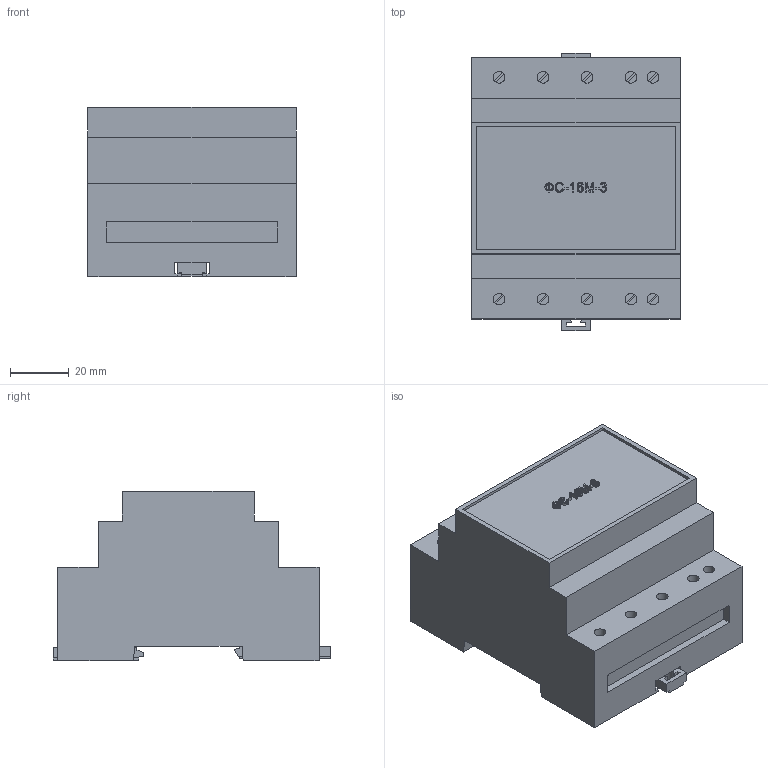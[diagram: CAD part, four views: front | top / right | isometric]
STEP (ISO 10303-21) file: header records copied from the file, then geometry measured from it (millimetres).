
FILE_DESCRIPTION(('STEP AP214'), '1');
FILE_NAME('ﾔﾑ-16ﾌ-3', '', ('UNSPECIFIED'), ('UNSPECIFIED'), 'ASCON STEP Converter 1.3', 'ASCON Math Kernel', '');
FILE_SCHEMA(('AUTOMOTIVE_DESIGN { 1 0 10303 214 3 1 1}'));
Length unit declared in the file: millimetre
Products named in the file (1): 玹襖.991002.012
Bounding box: 71 x 94.7 x 57.79 mm (x, y, z)
Volume: 62160.9 mm3; surface area: 64616.8 mm2
Topology: 2 solids, 3 shells, 627 faces, 1763 edges, 1174 vertices
Faces by surface type: plane 334, cylinder 293
Full cylindrical faces by diameter (mm): 4 x10
Entity records: 25433 total; most frequent: DIRECTION 3635, CARTESIAN_POINT 3555, ORIENTED_EDGE 3506, EDGE_CURVE 1753, AXIS2_PLACEMENT_3D 1254, VERTEX_POINT 1174, LINE 1127, VECTOR 1127
